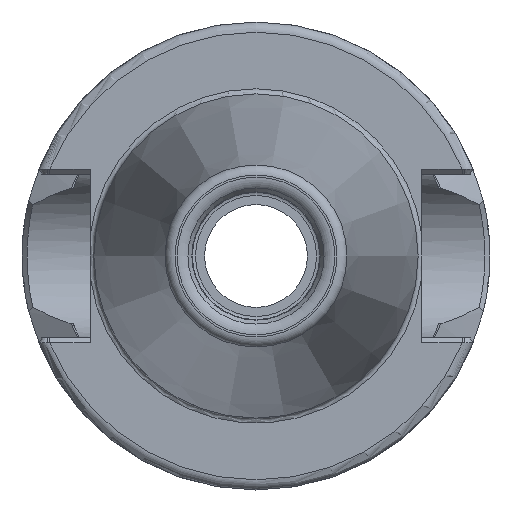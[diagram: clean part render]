
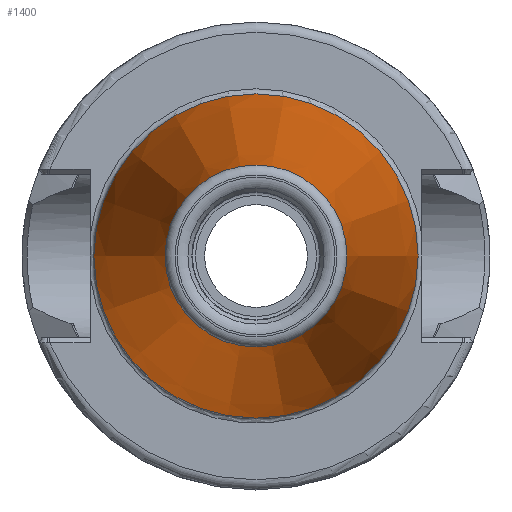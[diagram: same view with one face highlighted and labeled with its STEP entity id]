
A CAD part, left-side view. The second image highlights one B-rep face of the part: STEP entity #1400.
In plain terms, the highlighted conical face has half-angle 8.297 degrees and reference radius 12.437 mm.
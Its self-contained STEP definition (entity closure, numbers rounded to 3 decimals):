
#42=CONICAL_SURFACE('',#1566,12.437,0.145);
#167=CIRCLE('',#1562,8.941);
#168=CIRCLE('',#1563,8.941);
#169=CIRCLE('',#1564,8.941);
#171=CIRCLE('',#1567,15.933);
#172=CIRCLE('',#1568,15.933);
#251=FACE_OUTER_BOUND('',#330,.T.);
#330=EDGE_LOOP('',(#1258,#1259,#1260,#1261,#1262,#1263,#1264));
#402=LINE('',#3202,#466);
#466=VECTOR('',#1933,12.437);
#651=VERTEX_POINT('',#3190);
#652=VERTEX_POINT('',#3191);
#653=VERTEX_POINT('',#3193);
#654=VERTEX_POINT('',#3198);
#655=VERTEX_POINT('',#3199);
#860=EDGE_CURVE('',#651,#652,#167,.T.);
#861=EDGE_CURVE('',#653,#651,#168,.T.);
#862=EDGE_CURVE('',#652,#653,#169,.T.);
#864=EDGE_CURVE('',#654,#655,#171,.T.);
#865=EDGE_CURVE('',#655,#654,#172,.T.);
#866=EDGE_CURVE('',#655,#653,#402,.T.);
#1258=ORIENTED_EDGE('',*,*,#864,.F.);
#1259=ORIENTED_EDGE('',*,*,#865,.F.);
#1260=ORIENTED_EDGE('',*,*,#866,.T.);
#1261=ORIENTED_EDGE('',*,*,#861,.T.);
#1262=ORIENTED_EDGE('',*,*,#860,.T.);
#1263=ORIENTED_EDGE('',*,*,#862,.T.);
#1264=ORIENTED_EDGE('',*,*,#866,.F.);
#1400=ADVANCED_FACE('',(#251),#42,.T.);
#1562=AXIS2_PLACEMENT_3D('',#3192,#1919,#1920);
#1563=AXIS2_PLACEMENT_3D('',#3194,#1921,#1922);
#1564=AXIS2_PLACEMENT_3D('',#3195,#1923,#1924);
#1566=AXIS2_PLACEMENT_3D('',#3197,#1927,#1928);
#1567=AXIS2_PLACEMENT_3D('',#3200,#1929,#1930);
#1568=AXIS2_PLACEMENT_3D('',#3201,#1931,#1932);
#1919=DIRECTION('center_axis',(1.,0.,0.));
#1920=DIRECTION('ref_axis',(0.,0.,-1.));
#1921=DIRECTION('center_axis',(1.,0.,0.));
#1922=DIRECTION('ref_axis',(0.,0.,-1.));
#1923=DIRECTION('center_axis',(1.,0.,0.));
#1924=DIRECTION('ref_axis',(0.,0.,-1.));
#1927=DIRECTION('center_axis',(1.,0.,0.));
#1928=DIRECTION('ref_axis',(0.,1.,0.));
#1929=DIRECTION('center_axis',(1.,0.,0.));
#1930=DIRECTION('ref_axis',(0.,0.,-1.));
#1931=DIRECTION('center_axis',(1.,0.,0.));
#1932=DIRECTION('ref_axis',(0.,0.,-1.));
#1933=DIRECTION('',(-0.99,0.144,0.));
#3190=CARTESIAN_POINT('',(-47.944,8.941,0.));
#3191=CARTESIAN_POINT('',(-47.944,0.,8.941));
#3192=CARTESIAN_POINT('Origin',(-47.944,0.,
0.));
#3193=CARTESIAN_POINT('',(-47.944,-8.941,0.));
#3194=CARTESIAN_POINT('Origin',(-47.944,0.,
0.));
#3195=CARTESIAN_POINT('Origin',(-47.944,0.,
0.));
#3197=CARTESIAN_POINT('Origin',(-23.972,0.,
0.));
#3198=CARTESIAN_POINT('',(0.,15.933,0.));
#3199=CARTESIAN_POINT('',(0.,-15.933,0.));
#3200=CARTESIAN_POINT('Origin',(0.,0.,
0.));
#3201=CARTESIAN_POINT('Origin',(0.,0.,
0.));
#3202=CARTESIAN_POINT('',(-23.972,-12.437,0.));
